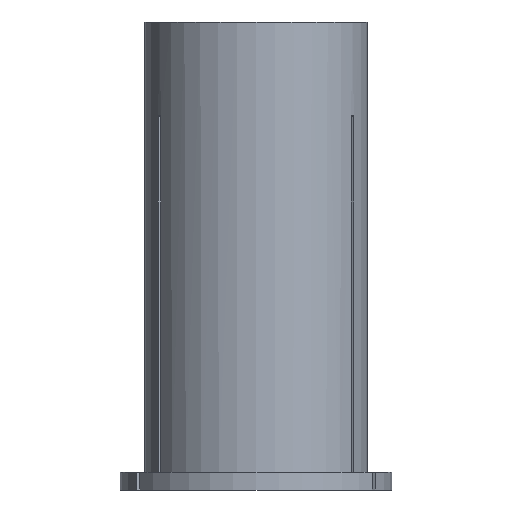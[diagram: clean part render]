
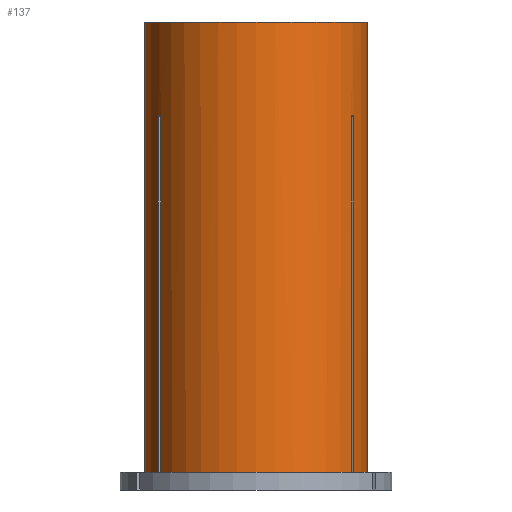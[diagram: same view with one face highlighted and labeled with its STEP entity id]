
A CAD part, front view. The second image highlights one B-rep face of the part: STEP entity #137.
In plain terms, the highlighted cylindrical face has radius 12.5 mm (diameter 25 mm), a partial arc.
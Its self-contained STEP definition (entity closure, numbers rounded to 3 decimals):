
#5 = CARTESIAN_POINT ( 'NONE',  ( 10.972, -5.988, -50.5 ) ) ;
#16 = CARTESIAN_POINT ( 'NONE',  ( -10.972, -5.988, -50.5 ) ) ;
#30 = EDGE_CURVE ( 'NONE', #895, #1132, #225, .T. ) ;
#32 = ORIENTED_EDGE ( 'NONE', *, *, #764, .T. ) ;
#33 = LINE ( 'NONE', #801, #1069 ) ;
#44 = EDGE_CURVE ( 'NONE', #241, #147, #745, .T. ) ;
#51 = EDGE_LOOP ( 'NONE', ( #978, #463, #953, #728, #502, #32, #704, #975, #364, #706, #430, #59 ) ) ;
#59 = ORIENTED_EDGE ( 'NONE', *, *, #1269, .F. ) ;
#77 = CARTESIAN_POINT ( 'NONE',  ( -10.826, -6.251, -10.536 ) ) ;
#126 = VERTEX_POINT ( 'NONE', #343 ) ;
#134 = VERTEX_POINT ( 'NONE', #16 ) ;
#137 = ADVANCED_FACE ( 'NONE', ( #193 ), #1200, .T. ) ;
#145 = CARTESIAN_POINT ( 'NONE',  ( -10.972, -5.988, -10.539 ) ) ;
#147 = VERTEX_POINT ( 'NONE', #994 ) ;
#177 = LINE ( 'NONE', #1126, #412 ) ;
#188 = CARTESIAN_POINT ( 'NONE',  ( -10.924, -6.076, -10.538 ) ) ;
#193 = FACE_OUTER_BOUND ( 'NONE', #51, .T. ) ;
#204 = CARTESIAN_POINT ( 'NONE',  ( -10.672, -6.508, 0. ) ) ;
#211 = CIRCLE ( 'NONE', #1290, 12.5 ) ;
#225 = B_SPLINE_CURVE_WITH_KNOTS ( 'NONE', 3,
 ( #789, #765, #1247, #291, #973 ),
 .UNSPECIFIED., .F., .F.,
 ( 4, 1, 4 ),
 ( 0.079, 0.08, 0.08 ),
 .UNSPECIFIED. ) ;
#241 = VERTEX_POINT ( 'NONE', #508 ) ;
#247 = EDGE_CURVE ( 'NONE', #821, #895, #641, .T. ) ;
#291 = CARTESIAN_POINT ( 'NONE',  ( 10.924, -6.076, -10.538 ) ) ;
#296 = CARTESIAN_POINT ( 'NONE',  ( 0., 0., -50.5 ) ) ;
#312 = DIRECTION ( 'NONE',  ( 1., 0., 0. ) ) ;
#343 = CARTESIAN_POINT ( 'NONE',  ( -12.5, 0., 0. ) ) ;
#348 = CARTESIAN_POINT ( 'NONE',  ( -10.672, -6.508, -10.539 ) ) ;
#360 = AXIS2_PLACEMENT_3D ( 'NONE', #796, #779, #711 ) ;
#364 = ORIENTED_EDGE ( 'NONE', *, *, #781, .F. ) ;
#378 = CIRCLE ( 'NONE', #360, 12.5 ) ;
#412 = VECTOR ( 'NONE', #521, 1000. ) ;
#420 = DIRECTION ( 'NONE',  ( 0., 0., 1. ) ) ;
#430 = ORIENTED_EDGE ( 'NONE', *, *, #44, .T. ) ;
#463 = ORIENTED_EDGE ( 'NONE', *, *, #632, .T. ) ;
#470 = AXIS2_PLACEMENT_3D ( 'NONE', #1211, #827, #1032 ) ;
#475 = VECTOR ( 'NONE', #1142, 1000. ) ;
#498 = DIRECTION ( 'NONE',  ( 0., 0., 1. ) ) ;
#502 = ORIENTED_EDGE ( 'NONE', *, *, #847, .F. ) ;
#508 = CARTESIAN_POINT ( 'NONE',  ( 12.5, 0., -50.5 ) ) ;
#512 = EDGE_CURVE ( 'NONE', #873, #126, #177, .T. ) ;
#516 = VECTOR ( 'NONE', #498, 1000. ) ;
#521 = DIRECTION ( 'NONE',  ( 0., 0., 1. ) ) ;
#540 = CARTESIAN_POINT ( 'NONE',  ( 12.5, 0., 0. ) ) ;
#594 = CARTESIAN_POINT ( 'NONE',  ( -10.672, -6.508, -10.539 ) ) ;
#595 = DIRECTION ( 'NONE',  ( 0., 0., 1. ) ) ;
#606 = VECTOR ( 'NONE', #420, 1000. ) ;
#608 = CARTESIAN_POINT ( 'NONE',  ( 10.672, -6.508, -50.5 ) ) ;
#615 = CARTESIAN_POINT ( 'NONE',  ( 10.672, -6.508, 0. ) ) ;
#630 = EDGE_CURVE ( 'NONE', #134, #1201, #743, .T. ) ;
#632 = EDGE_CURVE ( 'NONE', #873, #134, #211, .T. ) ;
#641 = LINE ( 'NONE', #615, #606 ) ;
#694 = DIRECTION ( 'NONE',  ( 0., 0., 1. ) ) ;
#696 = DIRECTION ( 'NONE',  ( 1., 0., 0. ) ) ;
#699 = CIRCLE ( 'NONE', #881, 12.5 ) ;
#704 = ORIENTED_EDGE ( 'NONE', *, *, #247, .T. ) ;
#706 = ORIENTED_EDGE ( 'NONE', *, *, #967, .T. ) ;
#707 = CARTESIAN_POINT ( 'NONE',  ( 10.672, -6.508, -10.539 ) ) ;
#711 = DIRECTION ( 'NONE',  ( 1., 0., 0. ) ) ;
#718 = VECTOR ( 'NONE', #1146, 1000. ) ;
#728 = ORIENTED_EDGE ( 'NONE', *, *, #1144, .T. ) ;
#743 = LINE ( 'NONE', #1204, #475 ) ;
#745 = LINE ( 'NONE', #540, #718 ) ;
#761 = DIRECTION ( 'NONE',  ( 0., 0., 1. ) ) ;
#764 = EDGE_CURVE ( 'NONE', #1129, #821, #378, .T. ) ;
#765 = CARTESIAN_POINT ( 'NONE',  ( 10.724, -6.422, -10.538 ) ) ;
#779 = DIRECTION ( 'NONE',  ( 0., 0., 1. ) ) ;
#781 = EDGE_CURVE ( 'NONE', #1205, #1132, #33, .T. ) ;
#789 = CARTESIAN_POINT ( 'NONE',  ( 10.672, -6.508, -10.539 ) ) ;
#796 = CARTESIAN_POINT ( 'NONE',  ( 0., 0., -50.5 ) ) ;
#801 = CARTESIAN_POINT ( 'NONE',  ( 10.972, -5.988, 0. ) ) ;
#816 = LINE ( 'NONE', #204, #516 ) ;
#821 = VERTEX_POINT ( 'NONE', #608 ) ;
#827 = DIRECTION ( 'NONE',  ( 0., 0., 1. ) ) ;
#847 = EDGE_CURVE ( 'NONE', #1129, #1199, #816, .T. ) ;
#873 = VERTEX_POINT ( 'NONE', #1078 ) ;
#881 = AXIS2_PLACEMENT_3D ( 'NONE', #296, #761, #696 ) ;
#895 = VERTEX_POINT ( 'NONE', #707 ) ;
#925 = B_SPLINE_CURVE_WITH_KNOTS ( 'NONE', 3,
 ( #1143, #188, #77, #1071, #594 ),
 .UNSPECIFIED., .F., .F.,
 ( 4, 1, 4 ),
 ( 0.073, 0.073, 0.073 ),
 .UNSPECIFIED. ) ;
#942 = CARTESIAN_POINT ( 'NONE',  ( 0., 0., 0. ) ) ;
#953 = ORIENTED_EDGE ( 'NONE', *, *, #630, .T. ) ;
#967 = EDGE_CURVE ( 'NONE', #1205, #241, #699, .T. ) ;
#971 = CIRCLE ( 'NONE', #470, 12.5 ) ;
#973 = CARTESIAN_POINT ( 'NONE',  ( 10.972, -5.988, -10.539 ) ) ;
#975 = ORIENTED_EDGE ( 'NONE', *, *, #30, .T. ) ;
#978 = ORIENTED_EDGE ( 'NONE', *, *, #512, .F. ) ;
#987 = CARTESIAN_POINT ( 'NONE',  ( -10.672, -6.508, -50.5 ) ) ;
#994 = CARTESIAN_POINT ( 'NONE',  ( 12.5, 0., 0. ) ) ;
#996 = AXIS2_PLACEMENT_3D ( 'NONE', #942, #1108, #1102 ) ;
#1032 = DIRECTION ( 'NONE',  ( 1., 0., 0. ) ) ;
#1069 = VECTOR ( 'NONE', #694, 1000. ) ;
#1071 = CARTESIAN_POINT ( 'NONE',  ( -10.724, -6.423, -10.538 ) ) ;
#1077 = CARTESIAN_POINT ( 'NONE',  ( 0., 0., -50.5 ) ) ;
#1078 = CARTESIAN_POINT ( 'NONE',  ( -12.5, 0., -50.5 ) ) ;
#1083 = CARTESIAN_POINT ( 'NONE',  ( 10.972, -5.988, -10.539 ) ) ;
#1102 = DIRECTION ( 'NONE',  ( 1., 0., 0. ) ) ;
#1108 = DIRECTION ( 'NONE',  ( 0., 0., 1. ) ) ;
#1126 = CARTESIAN_POINT ( 'NONE',  ( -12.5, 0., 0. ) ) ;
#1129 = VERTEX_POINT ( 'NONE', #987 ) ;
#1132 = VERTEX_POINT ( 'NONE', #1083 ) ;
#1142 = DIRECTION ( 'NONE',  ( 0., 0., 1. ) ) ;
#1143 = CARTESIAN_POINT ( 'NONE',  ( -10.972, -5.988, -10.539 ) ) ;
#1144 = EDGE_CURVE ( 'NONE', #1201, #1199, #925, .T. ) ;
#1146 = DIRECTION ( 'NONE',  ( 0., 0., 1. ) ) ;
#1199 = VERTEX_POINT ( 'NONE', #348 ) ;
#1200 = CYLINDRICAL_SURFACE ( 'NONE', #996, 12.5 ) ;
#1201 = VERTEX_POINT ( 'NONE', #145 ) ;
#1204 = CARTESIAN_POINT ( 'NONE',  ( -10.972, -5.988, 0. ) ) ;
#1205 = VERTEX_POINT ( 'NONE', #5 ) ;
#1211 = CARTESIAN_POINT ( 'NONE',  ( 0., 0., 0. ) ) ;
#1247 = CARTESIAN_POINT ( 'NONE',  ( 10.827, -6.25, -10.536 ) ) ;
#1269 = EDGE_CURVE ( 'NONE', #126, #147, #971, .T. ) ;
#1290 = AXIS2_PLACEMENT_3D ( 'NONE', #1077, #595, #312 ) ;
